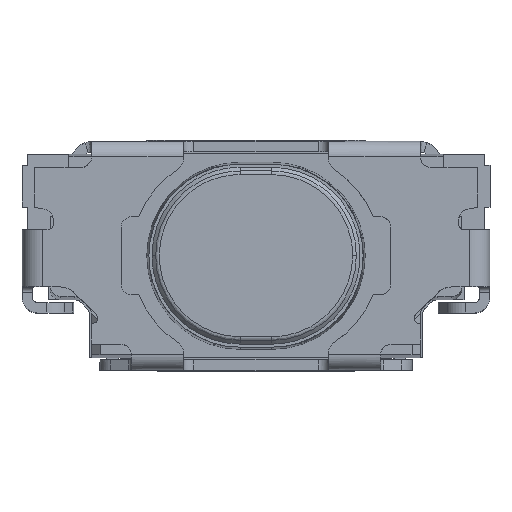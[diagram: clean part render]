
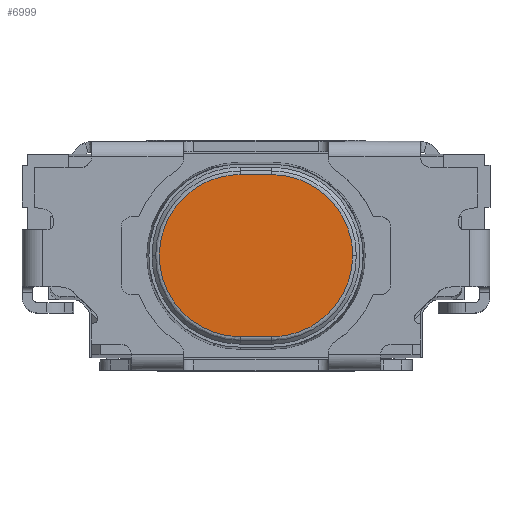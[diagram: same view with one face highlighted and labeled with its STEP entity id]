
A CAD part, top view. The second image highlights one B-rep face of the part: STEP entity #6999.
In plain terms, the highlighted planar face has unit normal (0, 0, 1).
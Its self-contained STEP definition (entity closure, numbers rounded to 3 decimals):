
#213 = CARTESIAN_POINT ( 'NONE',  ( 0.929, -0.456, 0.6 ) ) ;
#438 = CARTESIAN_POINT ( 'NONE',  ( 0.606, -0.779, 0.6 ) ) ;
#533 = DIRECTION ( 'NONE',  ( -1., 0., 0. ) ) ;
#1030 = EDGE_CURVE ( 'NONE', #7677, #13234, #12783, .T. ) ;
#1236 = CARTESIAN_POINT ( 'NONE',  ( 0.15, 0.779, 0.6 ) ) ;
#1344 = DIRECTION ( 'NONE',  ( -1., 0., 0. ) ) ;
#1572 = ORIENTED_EDGE ( 'NONE', *, *, #7243, .T. ) ;
#2418 = CARTESIAN_POINT ( 'NONE',  ( -0.15, -0.779, 0.6 ) ) ;
#2504 = CARTESIAN_POINT ( 'NONE',  ( 0.929, 0., 0.6 ) ) ;
#3108 = VERTEX_POINT ( 'NONE', #12130 ) ;
#3394 = CARTESIAN_POINT ( 'NONE',  ( 0.929, 0., 0.6 ) ) ;
#3625 = ORIENTED_EDGE ( 'NONE', *, *, #1030, .F. ) ;
#4068 = DIRECTION ( 'NONE',  ( 1., 0., 0. ) ) ;
#4139 = CARTESIAN_POINT ( 'NONE',  ( 0.15, -0.6, 0.6 ) ) ;
#4153 = VECTOR ( 'NONE', #1344, 1000. ) ;
#4626 =( BOUNDED_CURVE ( )  B_SPLINE_CURVE ( 3, ( #1236, #10589, #9557, #12567 ),
 .UNSPECIFIED., .F., .T. ) 
 B_SPLINE_CURVE_WITH_KNOTS ( ( 4, 4 ),
 ( 0., 1. ),
 .UNSPECIFIED. ) 
 CURVE ( )  GEOMETRIC_REPRESENTATION_ITEM ( )  RATIONAL_B_SPLINE_CURVE ( ( 1., 0.805, 0.805, 1. ) ) 
 REPRESENTATION_ITEM ( '' )  );
#4694 = CARTESIAN_POINT ( 'NONE',  ( -0.15, 0.779, 0.6 ) ) ;
#5228 = VECTOR ( 'NONE', #533, 1000. ) ;
#5649 = CARTESIAN_POINT ( 'NONE',  ( 0.15, -0.779, 0.6 ) ) ;
#5678 = CARTESIAN_POINT ( 'NONE',  ( -1.709, -0.779, 0.6 ) ) ;
#5691 = CARTESIAN_POINT ( 'NONE',  ( -0.15, 0.779, 0.6 ) ) ;
#5703 = ORIENTED_EDGE ( 'NONE', *, *, #11185, .F. ) ;
#5740 = ORIENTED_EDGE ( 'NONE', *, *, #7707, .F. ) ;
#5793 = CARTESIAN_POINT ( 'NONE',  ( 0.15, 0.779, 0.6 ) ) ;
#6004 = EDGE_CURVE ( 'NONE', #13234, #11314, #7511, .T. ) ;
#6021 = PLANE ( 'NONE',  #6752 ) ;
#6156 = DIRECTION ( 'NONE',  ( 0., 0., 1. ) ) ;
#6253 = CARTESIAN_POINT ( 'NONE',  ( 0.15, -0.779, 0.6 ) ) ;
#6752 = AXIS2_PLACEMENT_3D ( 'NONE', #4139, #6156, #4068 ) ;
#6999 = ADVANCED_FACE ( 'NONE', ( #8149 ), #6021, .T. ) ;
#7243 = EDGE_CURVE ( 'NONE', #3108, #11314, #10955, .T. ) ;
#7511 =( BOUNDED_CURVE ( )  B_SPLINE_CURVE ( 3, ( #2418, #5678, #11944, #4694 ),
 .UNSPECIFIED., .F., .T. ) 
 B_SPLINE_CURVE_WITH_KNOTS ( ( 4, 4 ),
 ( 0., 1. ),
 .UNSPECIFIED. ) 
 CURVE ( )  GEOMETRIC_REPRESENTATION_ITEM ( )  RATIONAL_B_SPLINE_CURVE ( ( 1., 0.333, 0.333, 1. ) ) 
 REPRESENTATION_ITEM ( '' )  );
#7677 = VERTEX_POINT ( 'NONE', #6253 ) ;
#7707 = EDGE_CURVE ( 'NONE', #9838, #7677, #8944, .T. ) ;
#8149 = FACE_OUTER_BOUND ( 'NONE', #11263, .T. ) ;
#8944 =( BOUNDED_CURVE ( )  B_SPLINE_CURVE ( 3, ( #3394, #213, #438, #12898 ),
 .UNSPECIFIED., .F., .F. ) 
 B_SPLINE_CURVE_WITH_KNOTS ( ( 4, 4 ),
 ( 0., 1. ),
 .UNSPECIFIED. ) 
 CURVE ( )  GEOMETRIC_REPRESENTATION_ITEM ( )  RATIONAL_B_SPLINE_CURVE ( ( 1., 0.805, 0.805, 1. ) ) 
 REPRESENTATION_ITEM ( '' )  );
#9557 = CARTESIAN_POINT ( 'NONE',  ( 0.929, 0.456, 0.6 ) ) ;
#9838 = VERTEX_POINT ( 'NONE', #2504 ) ;
#10589 = CARTESIAN_POINT ( 'NONE',  ( 0.606, 0.779, 0.6 ) ) ;
#10955 = LINE ( 'NONE', #5793, #5228 ) ;
#11185 = EDGE_CURVE ( 'NONE', #3108, #9838, #4626, .T. ) ;
#11263 = EDGE_LOOP ( 'NONE', ( #5703, #1572, #12123, #3625, #5740 ) ) ;
#11314 = VERTEX_POINT ( 'NONE', #5691 ) ;
#11944 = CARTESIAN_POINT ( 'NONE',  ( -1.709, 0.779, 0.6 ) ) ;
#12123 = ORIENTED_EDGE ( 'NONE', *, *, #6004, .F. ) ;
#12130 = CARTESIAN_POINT ( 'NONE',  ( 0.15, 0.779, 0.6 ) ) ;
#12567 = CARTESIAN_POINT ( 'NONE',  ( 0.929, 0., 0.6 ) ) ;
#12783 = LINE ( 'NONE', #5649, #4153 ) ;
#12898 = CARTESIAN_POINT ( 'NONE',  ( 0.15, -0.779, 0.6 ) ) ;
#13018 = CARTESIAN_POINT ( 'NONE',  ( -0.15, -0.779, 0.6 ) ) ;
#13234 = VERTEX_POINT ( 'NONE', #13018 ) ;
